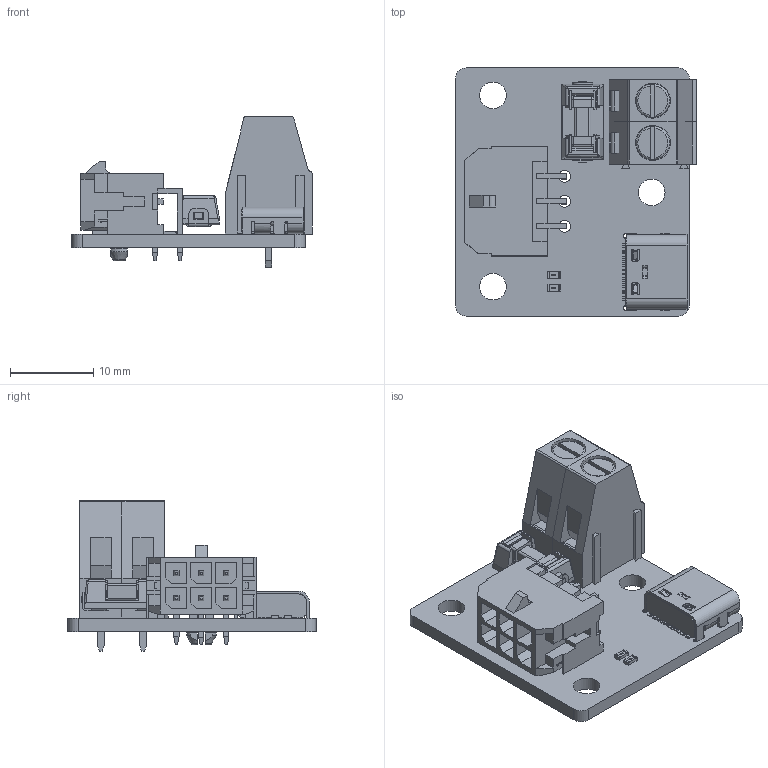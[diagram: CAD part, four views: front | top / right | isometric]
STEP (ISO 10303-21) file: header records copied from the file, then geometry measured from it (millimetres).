
FILE_DESCRIPTION(/* description */ (''),/* implementation_level */ '2;1');
FILE_NAME(/* name */ 'nitehawk_usb_adapter_pcb.step',/* time_stamp */ '2025-05-09T09:58:55-05:00',/* author */ (''),/* organization */ (''),/* preprocessor_version */ 'ST-DEVELOPER v20.1',/* originating_system */ 'Autodesk Translation Framework v14.4.0.0',/* authorisation */ '');
FILE_SCHEMA (('AUTOMOTIVE_DESIGN { 1 0 10303 214 3 1 1 }'));
Length unit declared in the file: millimetre
Products named in the file (21): Nitehawk USB Adapter PCB; Board; Open CASCADE STEP translator 6.8 2.1.1; P4; 430450600; Open CASCADE STEP translator 6.8 2.2.1.1; F1; User_Library-Littlefuse_0154_Holder_and_Fuse; Littlefuse_0154_000; Littlefuse_0154_holder_Contact; Littlefuse_0451_SMD; R2; R1; R_0603-HP; R_0603; LOGO?; P3; KF128-5.08 (1); KF128-5.08; P2; User_Library-664121_1623983041_9594
Assembly tree (23 placements, depth 4):
  Nitehawk USB Adapter PCB
    Board
      Open CASCADE STEP translator 6.8 2.1.1
    P4
      430450600
        Open CASCADE STEP translator 6.8 2.2.1.1
    F1
      User_Library-Littlefuse_0154_Holder_and_Fuse
        Littlefuse_0154_000
        Littlefuse_0154_holder_Contact  x2
        Littlefuse_0451_SMD
    R2
      R_0603-HP
        R_0603
        LOGO?
    R1
      R_0603-HP
        R_0603
        LOGO?
    P3
      KF128-5.08 (1)  x2
        KF128-5.08
    P2
      User_Library-664121_1623983041_9594
Bounding box: 28.97 x 29.84 x 18.1 mm (x, y, z)
Volume: 3276.4 mm3; surface area: 5390.9 mm2
Topology: 45 solids, 45 shells, 1667 faces, 4347 edges, 2803 vertices
Faces by surface type: plane 1218, cylinder 275, bspline 152, torus 10, sphere 8, cone 4
Full cylindrical faces by diameter (mm): 0.01 x2, 0.08 x6, 0.4 x6, 0.5 x2, 0.52 x2, 0.6 x2, 0.65 x2, 1.15 x2, 1.4 x6, 3.2 x3, 4 x3, 4.2 x2
Entity records: 45344 total; most frequent: CARTESIAN_POINT 10794, ORIENTED_EDGE 7144, DIRECTION 6680, EDGE_CURVE 3572, LINE 2856, VECTOR 2856, VERTEX_POINT 2305, AXIS2_PLACEMENT_3D 1912
